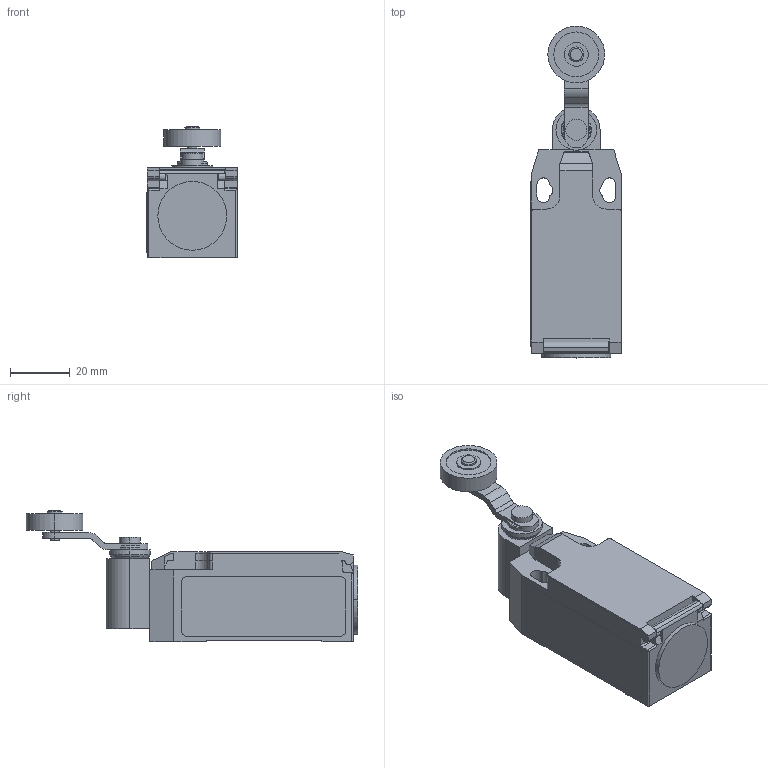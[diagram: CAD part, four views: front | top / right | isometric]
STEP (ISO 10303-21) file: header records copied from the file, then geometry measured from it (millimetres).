
FILE_DESCRIPTION((''),'2;1');
FILE_NAME('3d_KBE2S02.stp','2012-10-03T08:20:05',(''),(''),'Mechanical Desktop 2011','Mechanical Desktop 2011',', , ');
FILE_SCHEMA(('CONFIG_CONTROL_DESIGN'));
Length unit declared in the file: millimetre
Products named in the file (1): Product
Bounding box: 30.2 x 110.83 x 43.94 mm (x, y, z)
Volume: 63851.8 mm3; surface area: 15258.5 mm2
Topology: 7 solids, 7 shells, 187 faces, 518 edges, 363 vertices
Faces by surface type: plane 107, cylinder 67, cone 8, bspline 3, torus 2
Entity records: 6101 total; most frequent: CARTESIAN_POINT 1093, DIRECTION 1042, ORIENTED_EDGE 1010, EDGE_CURVE 505, VECTOR 364, LINE 364, AXIS2_PLACEMENT_3D 339, VERTEX_POINT 338
